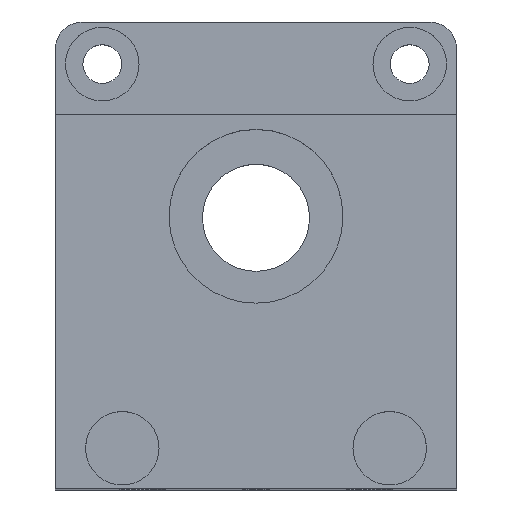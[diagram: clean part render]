
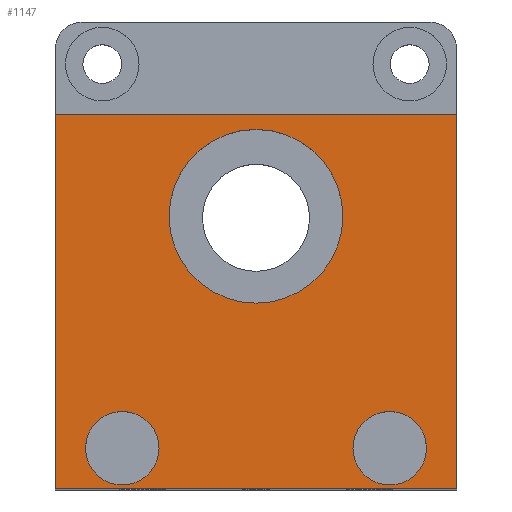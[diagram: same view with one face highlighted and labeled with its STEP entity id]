
A CAD part, top view. The second image highlights one B-rep face of the part: STEP entity #1147.
In plain terms, the highlighted planar face has unit normal (0, 0, 1).
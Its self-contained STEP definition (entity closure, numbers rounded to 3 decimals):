
#48=FACE_BOUND('',#218,.T.);
#49=FACE_BOUND('',#219,.T.);
#50=FACE_BOUND('',#220,.T.);
#87=CIRCLE('',#1235,2.75);
#89=CIRCLE('',#1238,2.75);
#91=CIRCLE('',#1241,6.5);
#147=FACE_OUTER_BOUND('',#217,.T.);
#217=EDGE_LOOP('',(#816,#817,#818,#819));
#218=EDGE_LOOP('',(#820));
#219=EDGE_LOOP('',(#821));
#220=EDGE_LOOP('',(#822));
#335=LINE('',#1759,#437);
#337=LINE('',#1763,#439);
#338=LINE('',#1765,#440);
#339=LINE('',#1766,#441);
#437=VECTOR('',#1397,10.);
#439=VECTOR('',#1401,10.);
#440=VECTOR('',#1402,10.);
#441=VECTOR('',#1403,10.);
#536=VERTEX_POINT('',#1740);
#538=VERTEX_POINT('',#1746);
#540=VERTEX_POINT('',#1752);
#541=VERTEX_POINT('',#1756);
#542=VERTEX_POINT('',#1758);
#543=VERTEX_POINT('',#1762);
#544=VERTEX_POINT('',#1764);
#642=EDGE_CURVE('',#536,#536,#87,.T.);
#645=EDGE_CURVE('',#538,#538,#89,.T.);
#648=EDGE_CURVE('',#540,#540,#91,.T.);
#651=EDGE_CURVE('',#542,#541,#335,.T.);
#653=EDGE_CURVE('',#541,#543,#337,.T.);
#654=EDGE_CURVE('',#543,#544,#338,.T.);
#655=EDGE_CURVE('',#544,#542,#339,.T.);
#816=ORIENTED_EDGE('',*,*,#651,.T.);
#817=ORIENTED_EDGE('',*,*,#653,.T.);
#818=ORIENTED_EDGE('',*,*,#654,.T.);
#819=ORIENTED_EDGE('',*,*,#655,.T.);
#820=ORIENTED_EDGE('',*,*,#648,.T.);
#821=ORIENTED_EDGE('',*,*,#645,.T.);
#822=ORIENTED_EDGE('',*,*,#642,.T.);
#1105=PLANE('',#1243);
#1147=ADVANCED_FACE('',(#147,#48,#49,#50),#1105,.T.);
#1235=AXIS2_PLACEMENT_3D('',#1741,#1377,#1378);
#1238=AXIS2_PLACEMENT_3D('',#1747,#1384,#1385);
#1241=AXIS2_PLACEMENT_3D('',#1753,#1391,#1392);
#1243=AXIS2_PLACEMENT_3D('',#1761,#1399,#1400);
#1377=DIRECTION('center_axis',(0.,0.,-1.));
#1378=DIRECTION('ref_axis',(-1.,0.,0.));
#1384=DIRECTION('center_axis',(0.,0.,-1.));
#1385=DIRECTION('ref_axis',(-1.,0.,0.));
#1391=DIRECTION('center_axis',(0.,0.,-1.));
#1392=DIRECTION('ref_axis',(-1.,0.,0.));
#1397=DIRECTION('',(-1.,0.,0.));
#1399=DIRECTION('center_axis',(0.,0.,1.));
#1400=DIRECTION('ref_axis',(1.,0.,0.));
#1401=DIRECTION('',(0.,-1.,0.));
#1402=DIRECTION('',(1.,0.,0.));
#1403=DIRECTION('',(0.,1.,0.));
#1740=CARTESIAN_POINT('',(-7.25,0.,67.5));
#1741=CARTESIAN_POINT('Origin',(-10.,0.,67.5));
#1746=CARTESIAN_POINT('',(12.75,0.,67.5));
#1747=CARTESIAN_POINT('Origin',(10.,0.,67.5));
#1752=CARTESIAN_POINT('',(6.5,17.35,67.5));
#1753=CARTESIAN_POINT('Origin',(0.,17.35,67.5));
#1756=CARTESIAN_POINT('',(-15.,25.,67.5));
#1758=CARTESIAN_POINT('',(15.,25.,67.5));
#1759=CARTESIAN_POINT('',(15.,25.,67.5));
#1761=CARTESIAN_POINT('Origin',(0.,11.,67.5));
#1762=CARTESIAN_POINT('',(-15.,-3.,67.5));
#1763=CARTESIAN_POINT('',(-15.,25.,67.5));
#1764=CARTESIAN_POINT('',(15.,-3.,67.5));
#1765=CARTESIAN_POINT('',(-15.,-3.,67.5));
#1766=CARTESIAN_POINT('',(15.,-3.,67.5));
